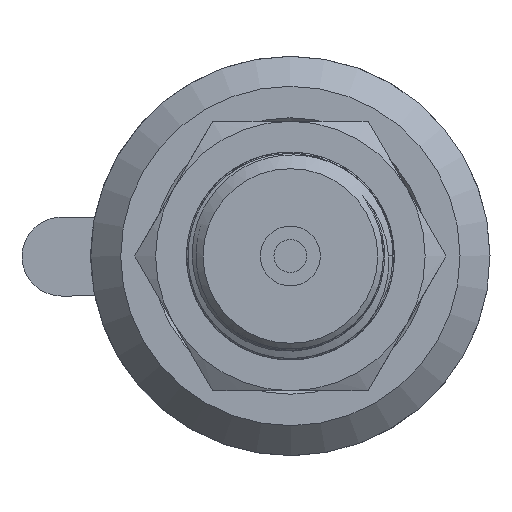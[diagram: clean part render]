
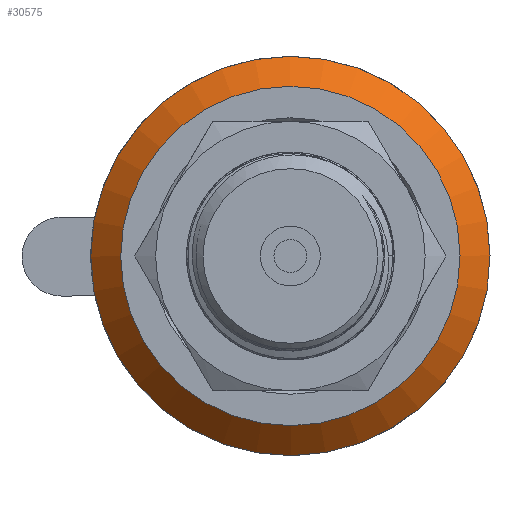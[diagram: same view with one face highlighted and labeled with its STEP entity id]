
A CAD part, left-side view. The second image highlights one B-rep face of the part: STEP entity #30575.
In plain terms, the highlighted conical face has half-angle 45 degrees and reference radius 18.5 mm.
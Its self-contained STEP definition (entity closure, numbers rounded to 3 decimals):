
#1700=CONICAL_SURFACE('',#32279,18.5,0.785);
#2344=FACE_OUTER_BOUND('',#4085,.T.);
#4085=EDGE_LOOP('',(#23659,#23660,#23661,#23662));
#5480=CIRCLE('',#32278,20.);
#5481=CIRCLE('',#32280,17.);
#7534=LINE('',#60733,#10501);
#10501=VECTOR('',#35564,18.5);
#13849=VERTEX_POINT('',#60728);
#13850=VERTEX_POINT('',#60732);
#17451=EDGE_CURVE('',#13849,#13849,#5480,.T.);
#17452=EDGE_CURVE('',#13849,#13850,#7534,.T.);
#17453=EDGE_CURVE('',#13850,#13850,#5481,.T.);
#23659=ORIENTED_EDGE('',*,*,#17451,.F.);
#23660=ORIENTED_EDGE('',*,*,#17452,.T.);
#23661=ORIENTED_EDGE('',*,*,#17453,.T.);
#23662=ORIENTED_EDGE('',*,*,#17452,.F.);
#30575=ADVANCED_FACE('',(#2344),#1700,.T.);
#32278=AXIS2_PLACEMENT_3D('',#60730,#35560,#35561);
#32279=AXIS2_PLACEMENT_3D('',#60731,#35562,#35563);
#32280=AXIS2_PLACEMENT_3D('',#60734,#35565,#35566);
#35560=DIRECTION('center_axis',(-1.,0.,0.));
#35561=DIRECTION('ref_axis',(0.,0.,
-1.));
#35562=DIRECTION('center_axis',(-1.,0.,0.));
#35563=DIRECTION('ref_axis',(0.,-1.,0.));
#35564=DIRECTION('',(0.707,-0.707,0.));
#35565=DIRECTION('center_axis',(-1.,0.,0.));
#35566=DIRECTION('ref_axis',(0.,0.,
-1.));
#60728=CARTESIAN_POINT('',(21.,20.,0.));
#60730=CARTESIAN_POINT('Origin',(21.,0.,0.));
#60731=CARTESIAN_POINT('Origin',(22.5,0.,0.));
#60732=CARTESIAN_POINT('',(24.,17.,0.));
#60733=CARTESIAN_POINT('',(22.5,18.5,0.));
#60734=CARTESIAN_POINT('Origin',(24.,0.,0.));
